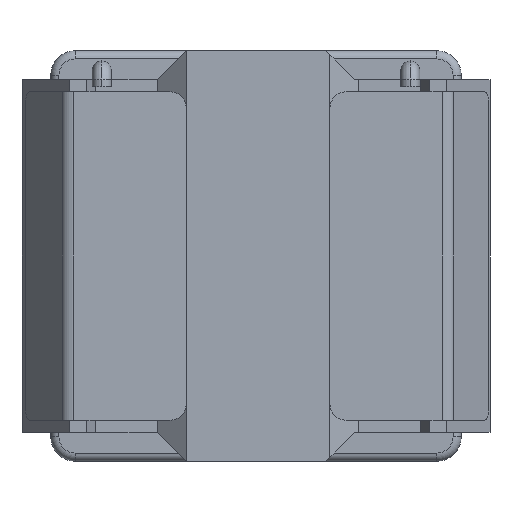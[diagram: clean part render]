
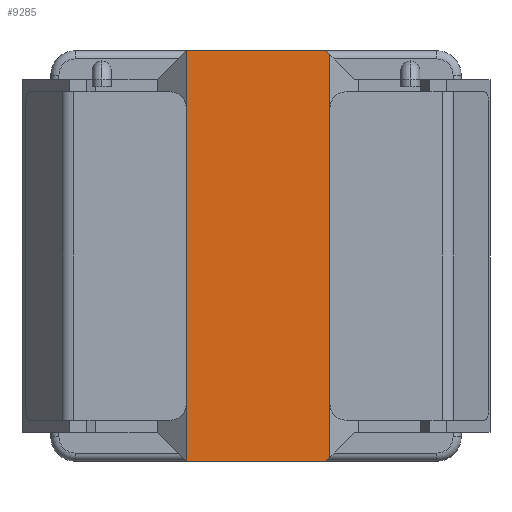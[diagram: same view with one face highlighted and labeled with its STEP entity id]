
A CAD part, front view. The second image highlights one B-rep face of the part: STEP entity #9285.
In plain terms, the highlighted planar face has unit normal (0, -1, 0).
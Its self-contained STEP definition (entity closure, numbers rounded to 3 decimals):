
#18 = VERTEX_POINT ( 'NONE', #6727 ) ;
#34 = CARTESIAN_POINT ( 'NONE',  ( 0.85, 0., 2.5 ) ) ;
#277 = CARTESIAN_POINT ( 'NONE',  ( -0.85, 0., -2.5 ) ) ;
#517 = LINE ( 'NONE', #846, #633 ) ;
#587 = VERTEX_POINT ( 'NONE', #1471 ) ;
#633 = VECTOR ( 'NONE', #2996, 1000. ) ;
#846 = CARTESIAN_POINT ( 'NONE',  ( 0.85, 0., -2.5 ) ) ;
#1017 = EDGE_CURVE ( 'NONE', #4869, #9962, #6864, .T. ) ;
#1043 = VECTOR ( 'NONE', #2745, 1000. ) ;
#1153 = LINE ( 'NONE', #3393, #1043 ) ;
#1471 = CARTESIAN_POINT ( 'NONE',  ( 0.85, 0., 2.5 ) ) ;
#1540 = CARTESIAN_POINT ( 'NONE',  ( -2.85, 0., -2.5 ) ) ;
#1714 = DIRECTION ( 'NONE',  ( -1., 0., 0. ) ) ;
#2745 = DIRECTION ( 'NONE',  ( 1., 0., 0. ) ) ;
#2864 = DIRECTION ( 'NONE',  ( 0., 0., 1. ) ) ;
#2902 = DIRECTION ( 'NONE',  ( 0., 1., 0. ) ) ;
#2980 = CARTESIAN_POINT ( 'NONE',  ( 2.85, 0., 2.5 ) ) ;
#2996 = DIRECTION ( 'NONE',  ( -0.707, 0., -0.707 ) ) ;
#3331 = ORIENTED_EDGE ( 'NONE', *, *, #1017, .F. ) ;
#3393 = CARTESIAN_POINT ( 'NONE',  ( -2.85, 0., 2.5 ) ) ;
#3469 = VERTEX_POINT ( 'NONE', #4531 ) ;
#3954 = PLANE ( 'NONE',  #6392 ) ;
#4531 = CARTESIAN_POINT ( 'NONE',  ( 0.9, 0., 2.45 ) ) ;
#4561 = DIRECTION ( 'NONE',  ( 0., 0., 1. ) ) ;
#4759 = ORIENTED_EDGE ( 'NONE', *, *, #7254, .F. ) ;
#4790 = VECTOR ( 'NONE', #9211, 1000. ) ;
#4793 = LINE ( 'NONE', #34, #4790 ) ;
#4869 = VERTEX_POINT ( 'NONE', #6884 ) ;
#4916 = EDGE_CURVE ( 'NONE', #9962, #587, #1153, .T. ) ;
#5386 = ORIENTED_EDGE ( 'NONE', *, *, #6420, .F. ) ;
#6018 = CARTESIAN_POINT ( 'NONE',  ( -0.85, 0., 2.5 ) ) ;
#6392 = AXIS2_PLACEMENT_3D ( 'NONE', #2980, #2902, #2864 ) ;
#6420 = EDGE_CURVE ( 'NONE', #7875, #18, #517, .T. ) ;
#6607 = EDGE_CURVE ( 'NONE', #7875, #3469, #9034, .T. ) ;
#6626 = EDGE_CURVE ( 'NONE', #18, #4869, #9058, .T. ) ;
#6727 = CARTESIAN_POINT ( 'NONE',  ( 0.85, 0., -2.5 ) ) ;
#6864 = LINE ( 'NONE', #277, #9076 ) ;
#6884 = CARTESIAN_POINT ( 'NONE',  ( -0.85, 0., -2.5 ) ) ;
#6917 = ORIENTED_EDGE ( 'NONE', *, *, #6626, .F. ) ;
#7169 = EDGE_LOOP ( 'NONE', ( #3331, #6917, #5386, #7525, #4759, #7789 ) ) ;
#7195 = CARTESIAN_POINT ( 'NONE',  ( 0.9, 0., -2.45 ) ) ;
#7254 = EDGE_CURVE ( 'NONE', #587, #3469, #4793, .T. ) ;
#7525 = ORIENTED_EDGE ( 'NONE', *, *, #6607, .T. ) ;
#7681 = FACE_OUTER_BOUND ( 'NONE', #7169, .T. ) ;
#7789 = ORIENTED_EDGE ( 'NONE', *, *, #4916, .F. ) ;
#7875 = VERTEX_POINT ( 'NONE', #7195 ) ;
#9013 = VECTOR ( 'NONE', #1714, 1000. ) ;
#9034 = LINE ( 'NONE', #9943, #9057 ) ;
#9057 = VECTOR ( 'NONE', #9917, 1000. ) ;
#9058 = LINE ( 'NONE', #1540, #9013 ) ;
#9076 = VECTOR ( 'NONE', #4561, 1000. ) ;
#9211 = DIRECTION ( 'NONE',  ( 0.707, 0., -0.707 ) ) ;
#9285 = ADVANCED_FACE ( 'NONE', ( #7681 ), #3954, .F. ) ;
#9917 = DIRECTION ( 'NONE',  ( 0., 0., 1. ) ) ;
#9943 = CARTESIAN_POINT ( 'NONE',  ( 0.9, 0., -2.5 ) ) ;
#9962 = VERTEX_POINT ( 'NONE', #6018 ) ;
